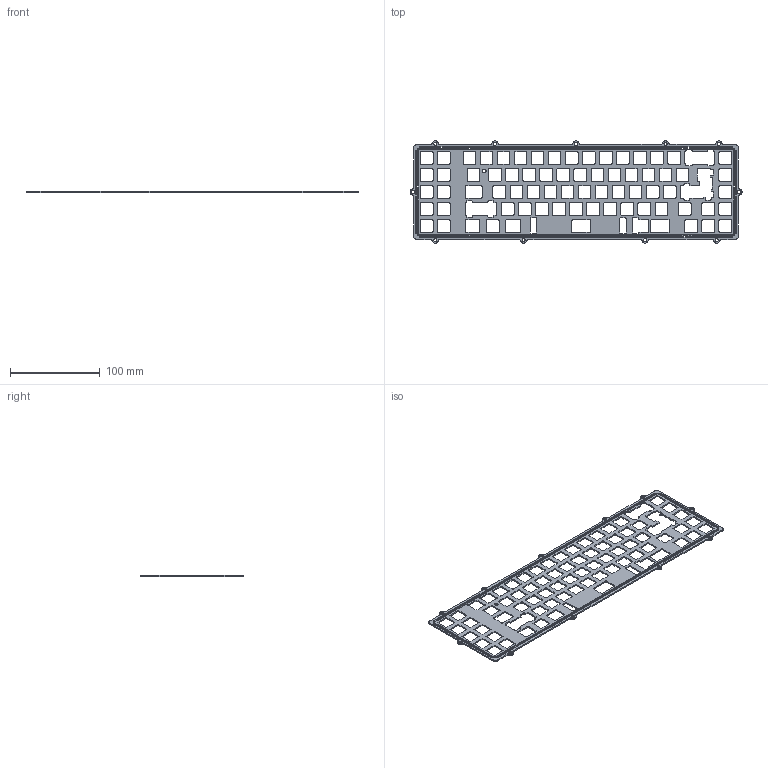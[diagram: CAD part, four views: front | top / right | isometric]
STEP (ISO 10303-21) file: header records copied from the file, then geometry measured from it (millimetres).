
FILE_DESCRIPTION(/* description */ (''),/* implementation_level */ '2;1');
FILE_NAME(/* name */ 'OGR_Leaf_Spring_Plate_Default.step',/* time_stamp */ '2023-08-02T11:59:12+01:00',/* author */ (''),/* organization */ (''),/* preprocessor_version */ 'ST-DEVELOPER v19.2',/* originating_system */ 'Autodesk Translation Framework v11.17.0.187',/* authorisation */ '');
FILE_SCHEMA (('AUTOMOTIVE_DESIGN { 1 0 10303 214 3 1 1 }'));
Length unit declared in the file: millimetre
Products named in the file (1): FusionComponent
Bounding box: 370.79 x 114.22 x 1.5 mm (x, y, z)
Volume: 30310.9 mm3; surface area: 54210.2 mm2
Topology: 1 solids, 1 shells, 887 faces, 2655 edges, 1770 vertices
Faces by surface type: plane 452, cylinder 435
Full cylindrical faces by diameter (mm): 3.5 x11, 4 x1
Entity records: 30563 total; most frequent: CARTESIAN_POINT 5313, ORIENTED_EDGE 5310, DIRECTION 5301, EDGE_CURVE 2655, LINE 1785, VECTOR 1785, VERTEX_POINT 1770, AXIS2_PLACEMENT_3D 1758
